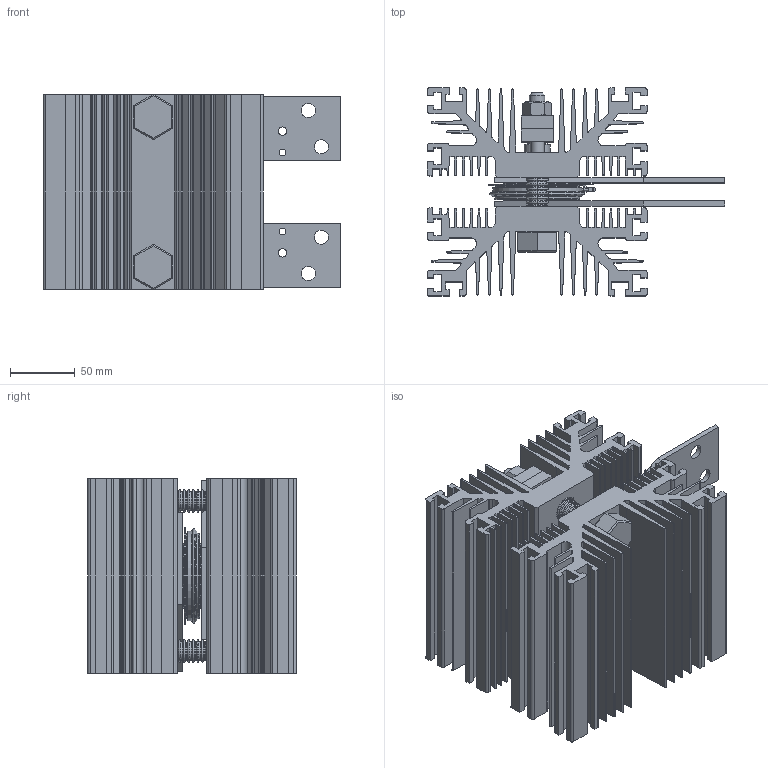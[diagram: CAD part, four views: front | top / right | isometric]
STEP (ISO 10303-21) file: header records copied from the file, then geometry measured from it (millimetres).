
FILE_DESCRIPTION (( 'STEP AP214' ), '1' );
FILE_NAME ('O153-PT51.STEP', '2021-04-20T08:00:32', ( '' ), ( '' ), 'SwSTEP 2.0', 'SolidWorks 2018', '' );
FILE_SCHEMA (( 'AUTOMOTIVE_DESIGN' ));
Length unit declared in the file: millimetre
Products named in the file (1): O153-PT51
Bounding box: 230 x 161 x 151 mm (x, y, z)
Volume: 1734650.3 mm3; surface area: 749481.1 mm2
Topology: 28 solids, 28 shells, 1327 faces, 3336 edges, 2077 vertices
Faces by surface type: plane 523, cylinder 414, cone 200, torus 188, sphere 2
Entity records: 54870 total; most frequent: DIRECTION 7330, CARTESIAN_POINT 7077, ORIENTED_EDGE 6648, EDGE_CURVE 3324, AXIS2_PLACEMENT_3D 2718, VERTEX_POINT 2077, VECTOR 1894, LINE 1894
